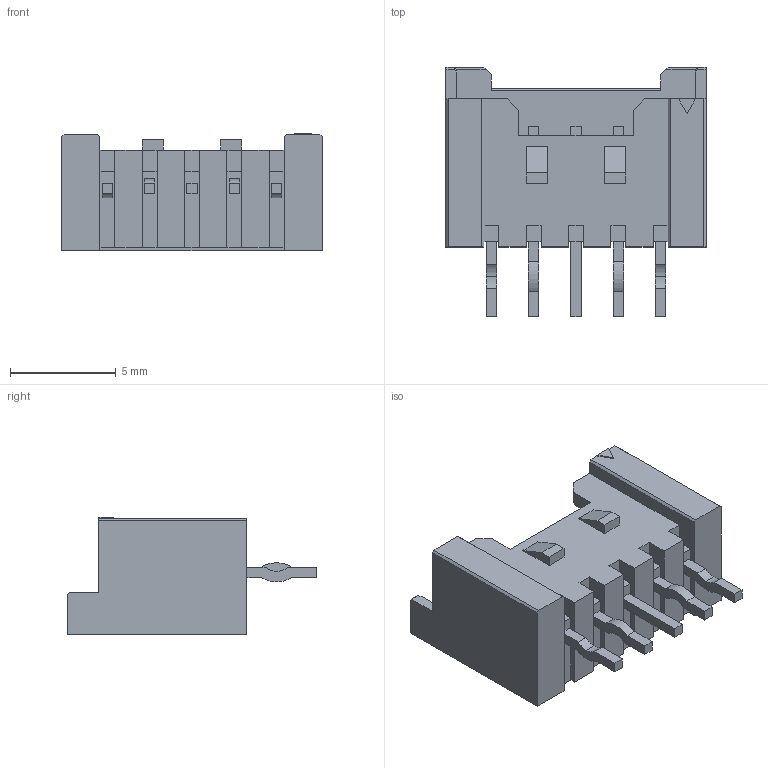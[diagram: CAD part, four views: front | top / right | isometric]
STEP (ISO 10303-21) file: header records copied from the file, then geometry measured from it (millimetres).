
FILE_DESCRIPTION (( 'STEP AP214' ), '1' );
FILE_NAME ('353620550.STEP', '2012-04-04T15:27:07', ( 'JFDuval' ), ( '' ), 'SwSTEP 2.0', 'SolidWorks 2010', '' );
FILE_SCHEMA (( 'AUTOMOTIVE_DESIGN' ));
Length unit declared in the file: millimetre
Products named in the file (1): 353620550
Bounding box: 12.3 x 11.8 x 5.55 mm (x, y, z)
Volume: 225.8 mm3; surface area: 673.4 mm2
Topology: 1 solids, 1 shells, 208 faces, 552 edges, 358 vertices
Faces by surface type: plane 196, cylinder 12
Entity records: 6334 total; most frequent: CARTESIAN_POINT 1119, ORIENTED_EDGE 1104, DIRECTION 994, EDGE_CURVE 552, LINE 528, VECTOR 528, VERTEX_POINT 358, AXIS2_PLACEMENT_3D 233
